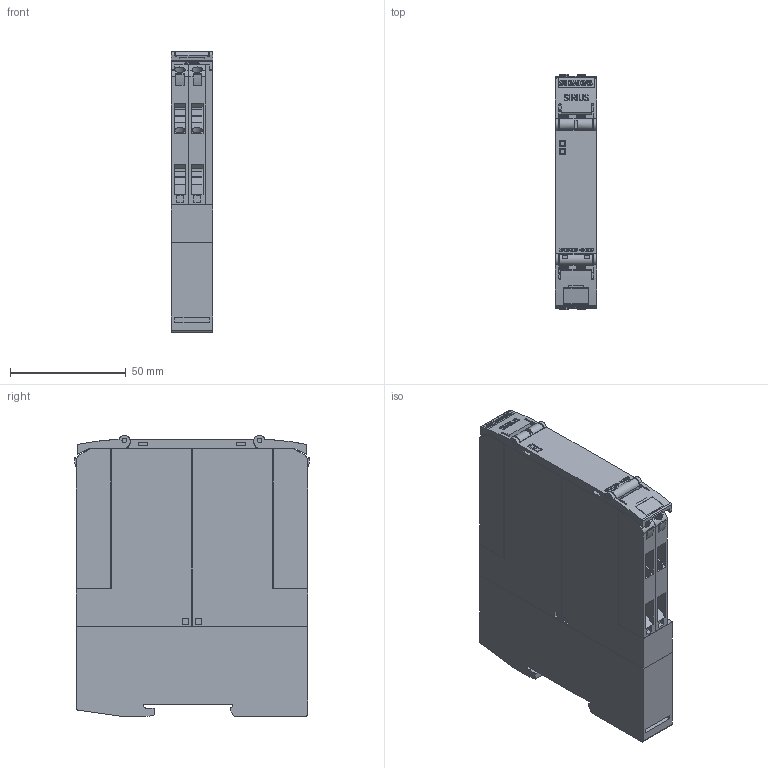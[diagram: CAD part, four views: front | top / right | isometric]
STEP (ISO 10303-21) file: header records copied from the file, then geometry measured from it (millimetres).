
FILE_DESCRIPTION(('STEP AP214'),'1');
FILE_NAME('cctmp_B0FDDA9A-6E68-4E7A-AFF9-698A1E39A1AC_2023_07_21_09_53_08_0065..stp','2023-07-21T07:53:09',('SIEMENS A&D'),('CADClick - www.CADClick.com'),'Spatial InterOp 3D postprocessed',' ','unknown authorization');
FILE_SCHEMA(('AUTOMOTIVE_DESIGN'));
Length unit declared in the file: millimetre
Products named in the file (1): 2023_07_21_09_53_08_0011
Bounding box: 17.85 x 101.9 x 121.42 mm (x, y, z)
Volume: 193800.9 mm3; surface area: 50382.3 mm2
Topology: 1 solids, 1 shells, 1417 faces, 3943 edges, 2618 vertices
Faces by surface type: plane 1146, cylinder 231, cone 24, torus 16
Entity records: 50185 total; most frequent: CARTESIAN_POINT 9053, ORIENTED_EDGE 7878, DIRECTION 7298, EDGE_CURVE 3939, LINE 3200, VECTOR 3200, VERTEX_POINT 2618, AXIS2_PLACEMENT_3D 2049
